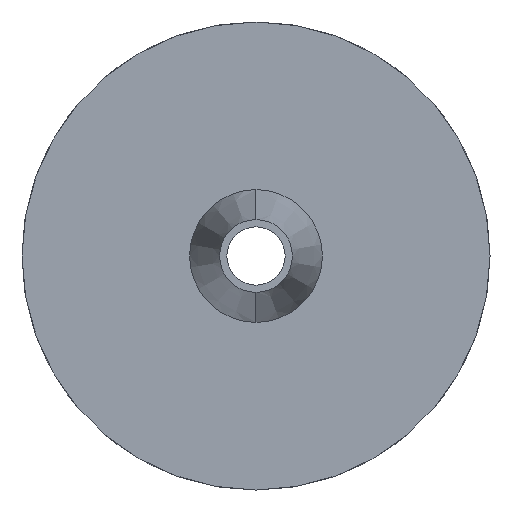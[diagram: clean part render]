
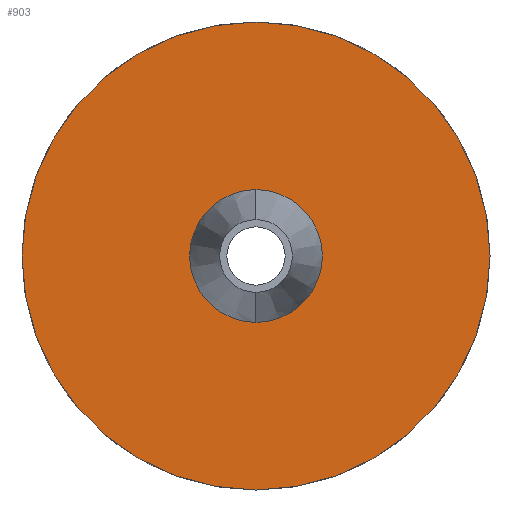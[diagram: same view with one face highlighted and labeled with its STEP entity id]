
A CAD part, left-side view. The second image highlights one B-rep face of the part: STEP entity #903.
In plain terms, the highlighted planar face has unit normal (-1, 0, 0).
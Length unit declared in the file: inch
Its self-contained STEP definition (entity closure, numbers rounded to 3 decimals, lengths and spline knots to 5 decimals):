
#93=PLANE('',#1528);
#262=VERTEX_POINT('',#1217);
#263=VERTEX_POINT('',#1219);
#305=VERTEX_POINT('',#1318);
#306=VERTEX_POINT('',#1319);
#340=CIRCLE('',#1468,0.04594);
#362=CIRCLE('',#1500,0.185);
#368=CIRCLE('',#1507,0.185);
#384=CIRCLE('',#1529,0.04594);
#400=EDGE_CURVE('',#262,#263,#340,.T.);
#447=EDGE_CURVE('',#305,#306,#362,.T.);
#459=EDGE_CURVE('',#306,#305,#368,.T.);
#486=EDGE_CURVE('',#263,#262,#384,.T.);
#621=ORIENTED_EDGE('',*,*,#447,.F.);
#622=ORIENTED_EDGE('',*,*,#459,.F.);
#623=ORIENTED_EDGE('',*,*,#486,.F.);
#624=ORIENTED_EDGE('',*,*,#400,.F.);
#783=EDGE_LOOP('',(#621,#622));
#784=EDGE_LOOP('',(#623,#624));
#844=FACE_BOUND('',#783,.T.);
#845=FACE_BOUND('',#784,.T.);
#903=ADVANCED_FACE('',(#844,#845),#93,.F.);
#958=DIRECTION('',(-1.,0.,0.));
#959=DIRECTION('',(0.,0.,-0.046));
#1047=DIRECTION('',(1.,0.,0.));
#1048=DIRECTION('',(0.,0.,-0.185));
#1067=DIRECTION('',(1.,0.,0.));
#1068=DIRECTION('',(0.,0.,-0.185));
#1120=DIRECTION('',(1.,0.,0.));
#1121=DIRECTION('',(-1.,0.,0.));
#1122=DIRECTION('',(0.,0.,-0.046));
#1217=CARTESIAN_POINT('',(-0.20528,0.,0.04594));
#1218=CARTESIAN_POINT('',(-0.20528,0.,0.));
#1219=CARTESIAN_POINT('',(-0.20528,0.,-0.04594));
#1317=CARTESIAN_POINT('',(-0.20528,0.,0.));
#1318=CARTESIAN_POINT('',(-0.20528,0.,-0.185));
#1319=CARTESIAN_POINT('',(-0.20528,0.,0.185));
#1342=CARTESIAN_POINT('',(-0.20528,0.,0.));
#1392=CARTESIAN_POINT('',(-0.20528,0.,0.));
#1393=CARTESIAN_POINT('',(-0.20528,0.,0.));
#1468=AXIS2_PLACEMENT_3D('',#1218,#958,#959);
#1500=AXIS2_PLACEMENT_3D('',#1317,#1047,#1048);
#1507=AXIS2_PLACEMENT_3D('',#1342,#1067,#1068);
#1528=AXIS2_PLACEMENT_3D('',#1392,#1120,$);
#1529=AXIS2_PLACEMENT_3D('',#1393,#1121,#1122);
